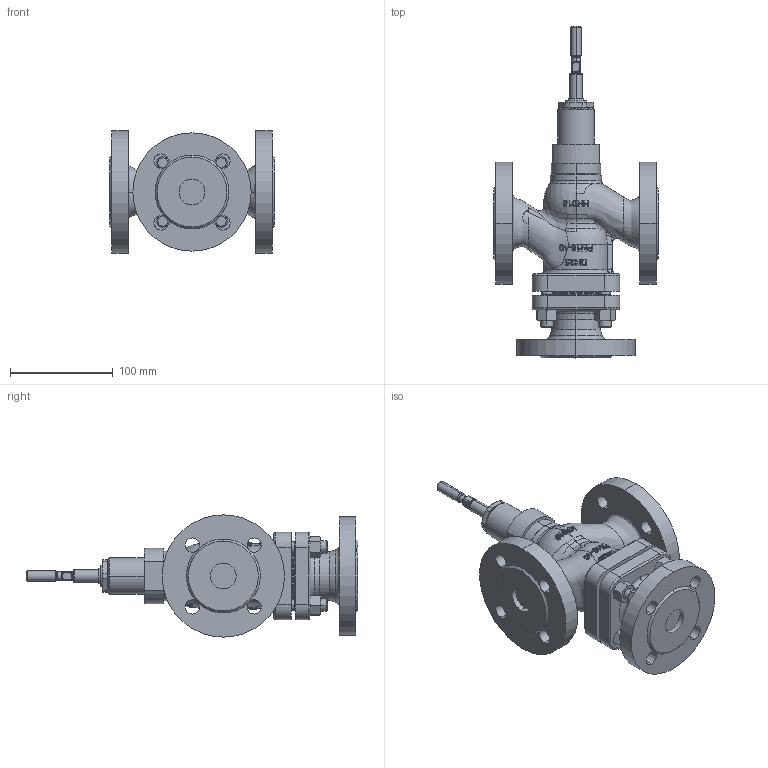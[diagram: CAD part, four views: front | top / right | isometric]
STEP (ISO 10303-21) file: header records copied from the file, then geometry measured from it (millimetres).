
FILE_DESCRIPTION (( 'STEP AP203' ), '1' );
FILE_NAME ('BR340S DN25 XXX PN16-40 for MC_STEP (Defeature).STEP', '2015-03-10T09:53:11', ( 'HORA' ), ( 'Holter Regelamaturen GmbH & Co. KG' ), 'SwSTEP 2.0', 'SolidWorks 2014', '' );
FILE_SCHEMA (( 'CONFIG_CONTROL_DESIGN' ));
Products named in the file (1): BR340S DN25 XXX PN16-40 for MC_STEP (Defeature)
Bounding box: 160 x 323 x 119 mm (x, y, z)
Surface area: 194429.4 mm2 (no closed solid volume)
Topology: 0 solids, 6 shells, 930 faces, 2491 edges, 1605 vertices
Faces by surface type: plane 264, bspline 253, cylinder 184, cone 112, torus 87, sphere 30
Entity records: 242679 total; most frequent: CARTESIAN_POINT 221507, ORIENTED_EDGE 4848, DIRECTION 3682, EDGE_CURVE 2461, VERTEX_POINT 1588, AXIS2_PLACEMENT_3D 1476, EDGE_LOOP 1023, ADVANCED_FACE 929
